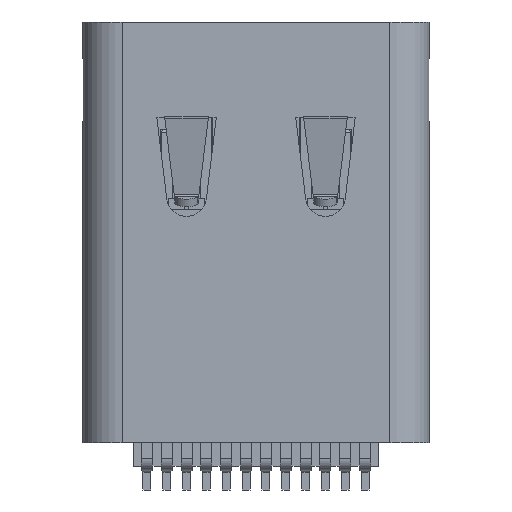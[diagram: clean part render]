
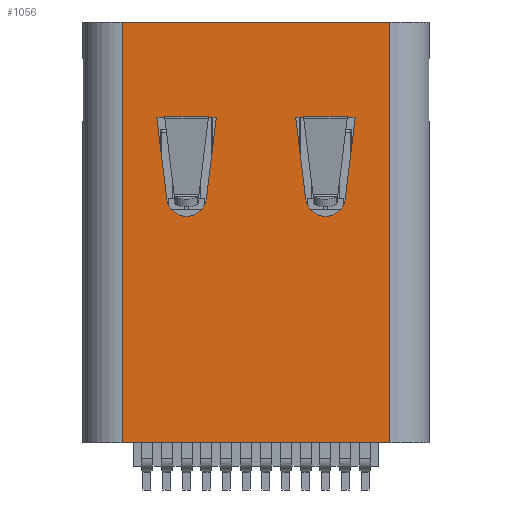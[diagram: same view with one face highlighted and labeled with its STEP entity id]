
A CAD part, front view. The second image highlights one B-rep face of the part: STEP entity #1056.
In plain terms, the highlighted planar face has unit normal (0, -1, 0).
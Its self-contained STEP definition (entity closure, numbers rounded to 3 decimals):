
#1056=ADVANCED_FACE('',(#3950,#3951,#3952),#3953,.T.);
#3950=FACE_BOUND('',#8254,.T.);
#3951=FACE_BOUND('',#8255,.T.);
#3952=FACE_OUTER_BOUND('',#8256,.T.);
#3953=PLANE('',#8257);
#8254=EDGE_LOOP('',(#22218,#22219,#22220,#22221,#22222,#22223,#22224,#22225,#22226,#22227));
#8255=EDGE_LOOP('',(#22228,#22229,#22230,#22231,#22232,#22233,#22234,#22235,#22236,#22237));
#8256=EDGE_LOOP('',(#22238,#22239,#22240,#22241));
#8257=AXIS2_PLACEMENT_3D('',#22242,#22243,#22244);
#22218=ORIENTED_EDGE('',*,*,#35647,.F.);
#22219=ORIENTED_EDGE('',*,*,#35648,.T.);
#22220=ORIENTED_EDGE('',*,*,#35649,.F.);
#22221=ORIENTED_EDGE('',*,*,#35620,.T.);
#22222=ORIENTED_EDGE('',*,*,#35650,.T.);
#22223=ORIENTED_EDGE('',*,*,#35651,.F.);
#22224=ORIENTED_EDGE('',*,*,#35652,.F.);
#22225=ORIENTED_EDGE('',*,*,#35653,.F.);
#22226=ORIENTED_EDGE('',*,*,#35654,.F.);
#22227=ORIENTED_EDGE('',*,*,#35655,.F.);
#22228=ORIENTED_EDGE('',*,*,#35656,.F.);
#22229=ORIENTED_EDGE('',*,*,#35657,.T.);
#22230=ORIENTED_EDGE('',*,*,#35658,.F.);
#22231=ORIENTED_EDGE('',*,*,#35659,.T.);
#22232=ORIENTED_EDGE('',*,*,#35660,.T.);
#22233=ORIENTED_EDGE('',*,*,#35661,.F.);
#22234=ORIENTED_EDGE('',*,*,#35662,.F.);
#22235=ORIENTED_EDGE('',*,*,#35663,.F.);
#22236=ORIENTED_EDGE('',*,*,#35664,.F.);
#22237=ORIENTED_EDGE('',*,*,#35665,.F.);
#22238=ORIENTED_EDGE('',*,*,#35666,.F.);
#22239=ORIENTED_EDGE('',*,*,#35667,.F.);
#22240=ORIENTED_EDGE('',*,*,#35668,.T.);
#22241=ORIENTED_EDGE('',*,*,#35669,.T.);
#22242=CARTESIAN_POINT('',(3.37,-1.48,-5.775));
#22243=DIRECTION('',(0.,-1.0,0.));
#22244=DIRECTION('',(-1.0,0.,0.));
#35620=EDGE_CURVE('',#42951,#42952,#42953,.T.);
#35647=EDGE_CURVE('',#43004,#43005,#43006,.T.);
#35648=EDGE_CURVE('',#43004,#43007,#43008,.T.);
#35649=EDGE_CURVE('',#42951,#43007,#43009,.T.);
#35650=EDGE_CURVE('',#42952,#43010,#43011,.T.);
#35651=EDGE_CURVE('',#43012,#43010,#43013,.T.);
#35652=EDGE_CURVE('',#43014,#43012,#43015,.T.);
#35653=EDGE_CURVE('',#43016,#43014,#43017,.T.);
#35654=EDGE_CURVE('',#43018,#43016,#43019,.T.);
#35655=EDGE_CURVE('',#43005,#43018,#43020,.T.);
#35656=EDGE_CURVE('',#43021,#43022,#43023,.T.);
#35657=EDGE_CURVE('',#43021,#43024,#43025,.T.);
#35658=EDGE_CURVE('',#43026,#43024,#43027,.T.);
#35659=EDGE_CURVE('',#43026,#43028,#43029,.T.);
#35660=EDGE_CURVE('',#43028,#43030,#43031,.T.);
#35661=EDGE_CURVE('',#43032,#43030,#43033,.T.);
#35662=EDGE_CURVE('',#43034,#43032,#43035,.T.);
#35663=EDGE_CURVE('',#43036,#43034,#43037,.T.);
#35664=EDGE_CURVE('',#43038,#43036,#43039,.T.);
#35665=EDGE_CURVE('',#43022,#43038,#43040,.T.);
#35666=EDGE_CURVE('',#43041,#43042,#43043,.T.);
#35667=EDGE_CURVE('',#43044,#43041,#43045,.T.);
#35668=EDGE_CURVE('',#43044,#43046,#43047,.T.);
#35669=EDGE_CURVE('',#43046,#43042,#43048,.T.);
#42951=VERTEX_POINT('',#54716);
#42952=VERTEX_POINT('',#54717);
#42953=LINE('',#54718,#54719);
#43004=VERTEX_POINT('',#54794);
#43005=VERTEX_POINT('',#54795);
#43006=LINE('',#54796,#54797);
#43007=VERTEX_POINT('',#54798);
#43008=LINE('',#54799,#54800);
#43009=LINE('',#54801,#54802);
#43010=VERTEX_POINT('',#54803);
#43011=LINE('',#54804,#54805);
#43012=VERTEX_POINT('',#54806);
#43013=LINE('',#54807,#54808);
#43014=VERTEX_POINT('',#54809);
#43015=LINE('',#54810,#54811);
#43016=VERTEX_POINT('',#54812);
#43017=CIRCLE('',#54813,0.504);
#43018=VERTEX_POINT('',#54814);
#43019=LINE('',#54815,#54816);
#43020=LINE('',#54817,#54818);
#43021=VERTEX_POINT('',#54819);
#43022=VERTEX_POINT('',#54820);
#43023=LINE('',#54821,#54822);
#43024=VERTEX_POINT('',#54823);
#43025=LINE('',#54824,#54825);
#43026=VERTEX_POINT('',#54826);
#43027=LINE('',#54827,#54828);
#43028=VERTEX_POINT('',#54829);
#43029=LINE('',#54830,#54831);
#43030=VERTEX_POINT('',#54832);
#43031=LINE('',#54833,#54834);
#43032=VERTEX_POINT('',#54835);
#43033=LINE('',#54836,#54837);
#43034=VERTEX_POINT('',#54838);
#43035=LINE('',#54839,#54840);
#43036=VERTEX_POINT('',#54841);
#43037=CIRCLE('',#54842,0.504);
#43038=VERTEX_POINT('',#54843);
#43039=LINE('',#54844,#54845);
#43040=LINE('',#54846,#54847);
#43041=VERTEX_POINT('',#54848);
#43042=VERTEX_POINT('',#54849);
#43043=LINE('',#54850,#54851);
#43044=VERTEX_POINT('',#54852);
#43045=LINE('',#54853,#54854);
#43046=VERTEX_POINT('',#54855);
#43047=LINE('',#54856,#54857);
#43048=LINE('',#54858,#54859);
#54716=CARTESIAN_POINT('',(-1.2,-1.48,2.435));
#54717=CARTESIAN_POINT('',(-1.198,-1.48,2.435));
#54718=CARTESIAN_POINT('',(-1.2,-1.48,2.435));
#54719=VECTOR('',#68310,1000.0);
#54794=CARTESIAN_POINT('',(-2.302,-1.48,2.435));
#54795=CARTESIAN_POINT('',(-2.302,-1.48,2.425));
#54796=CARTESIAN_POINT('',(-2.302,-1.48,2.435));
#54797=VECTOR('',#68341,1000.0);
#54798=CARTESIAN_POINT('',(-2.3,-1.48,2.435));
#54799=CARTESIAN_POINT('',(-1.2,-1.48,2.435));
#54800=VECTOR('',#68342,1000.0);
#54801=CARTESIAN_POINT('',(-1.2,-1.48,2.435));
#54802=VECTOR('',#68343,1000.0);
#54803=CARTESIAN_POINT('',(-1.198,-1.48,2.425));
#54804=CARTESIAN_POINT('',(-1.198,-1.48,2.435));
#54805=VECTOR('',#68344,1000.0);
#54806=CARTESIAN_POINT('',(-1.,-1.48,2.425));
#54807=CARTESIAN_POINT('',(-1.,-1.48,2.425));
#54808=VECTOR('',#68345,1000.0);
#54809=CARTESIAN_POINT('',(-1.25,-1.48,0.368));
#54810=CARTESIAN_POINT('',(-1.25,-1.48,0.368));
#54811=VECTOR('',#68346,1000.0);
#54812=CARTESIAN_POINT('',(-2.25,-1.48,0.368));
#54813=AXIS2_PLACEMENT_3D('',#68347,#68348,#68349);
#54814=CARTESIAN_POINT('',(-2.5,-1.48,2.425));
#54815=CARTESIAN_POINT('',(-2.5,-1.48,2.425));
#54816=VECTOR('',#68350,1000.0);
#54817=CARTESIAN_POINT('',(-2.3,-1.48,2.425));
#54818=VECTOR('',#68351,1000.0);
#54819=CARTESIAN_POINT('',(1.198,-1.48,2.435));
#54820=CARTESIAN_POINT('',(1.198,-1.48,2.425));
#54821=CARTESIAN_POINT('',(1.198,-1.48,2.435));
#54822=VECTOR('',#68352,1000.0);
#54823=CARTESIAN_POINT('',(1.2,-1.48,2.435));
#54824=CARTESIAN_POINT('',(2.3,-1.48,2.435));
#54825=VECTOR('',#68353,1000.0);
#54826=CARTESIAN_POINT('',(2.3,-1.48,2.435));
#54827=CARTESIAN_POINT('',(2.3,-1.48,2.435));
#54828=VECTOR('',#68354,1000.0);
#54829=CARTESIAN_POINT('',(2.302,-1.48,2.435));
#54830=CARTESIAN_POINT('',(2.3,-1.48,2.435));
#54831=VECTOR('',#68355,1000.0);
#54832=CARTESIAN_POINT('',(2.302,-1.48,2.425));
#54833=CARTESIAN_POINT('',(2.302,-1.48,2.435));
#54834=VECTOR('',#68356,1000.0);
#54835=CARTESIAN_POINT('',(2.5,-1.48,2.425));
#54836=CARTESIAN_POINT('',(2.3,-1.48,2.425));
#54837=VECTOR('',#68357,1000.0);
#54838=CARTESIAN_POINT('',(2.25,-1.48,0.368));
#54839=CARTESIAN_POINT('',(2.25,-1.48,0.368));
#54840=VECTOR('',#68358,1000.0);
#54841=CARTESIAN_POINT('',(1.25,-1.48,0.368));
#54842=AXIS2_PLACEMENT_3D('',#68359,#68360,#68361);
#54843=CARTESIAN_POINT('',(1.,-1.48,2.425));
#54844=CARTESIAN_POINT('',(1.,-1.48,2.425));
#54845=VECTOR('',#68362,1000.0);
#54846=CARTESIAN_POINT('',(1.,-1.48,2.425));
#54847=VECTOR('',#68363,1000.0);
#54848=CARTESIAN_POINT('',(-3.37,-1.48,4.825));
#54849=CARTESIAN_POINT('',(3.37,-1.48,4.825));
#54850=CARTESIAN_POINT('',(3.37,-1.48,4.825));
#54851=VECTOR('',#68364,1000.0);
#54852=CARTESIAN_POINT('',(-3.37,-1.48,-5.775));
#54853=CARTESIAN_POINT('',(-3.37,-1.48,-5.775));
#54854=VECTOR('',#68365,1000.0);
#54855=CARTESIAN_POINT('',(3.37,-1.48,-5.775));
#54856=CARTESIAN_POINT('',(3.37,-1.48,-5.775));
#54857=VECTOR('',#68366,1000.0);
#54858=CARTESIAN_POINT('',(3.37,-1.48,-5.775));
#54859=VECTOR('',#68367,1000.0);
#68310=DIRECTION('',(1.0,0.,0.));
#68341=DIRECTION('',(0.,0.,-1.0));
#68342=DIRECTION('',(1.0,0.,0.));
#68343=DIRECTION('',(-1.0,0.,0.));
#68344=DIRECTION('',(0.,0.,-1.0));
#68345=DIRECTION('',(-1.0,0.,0.));
#68346=DIRECTION('',(0.121,0.,0.993));
#68347=CARTESIAN_POINT('',(-1.75,-1.48,0.429));
#68348=DIRECTION('',(0.,-1.0,0.));
#68349=DIRECTION('',(0.,0.,1.0));
#68350=DIRECTION('',(0.121,0.,-0.993));
#68351=DIRECTION('',(-1.0,0.,0.));
#68352=DIRECTION('',(0.,0.,-1.0));
#68353=DIRECTION('',(1.0,0.,0.));
#68354=DIRECTION('',(-1.0,0.,0.));
#68355=DIRECTION('',(1.0,0.,0.));
#68356=DIRECTION('',(0.,0.,-1.0));
#68357=DIRECTION('',(-1.0,0.,0.));
#68358=DIRECTION('',(0.121,0.,0.993));
#68359=CARTESIAN_POINT('',(1.75,-1.48,0.429));
#68360=DIRECTION('',(0.,-1.0,0.));
#68361=DIRECTION('',(0.,0.,1.0));
#68362=DIRECTION('',(0.121,0.,-0.993));
#68363=DIRECTION('',(-1.0,0.,0.));
#68364=DIRECTION('',(1.0,0.,0.));
#68365=DIRECTION('',(0.,0.,1.0));
#68366=DIRECTION('',(1.0,0.,0.));
#68367=DIRECTION('',(0.,0.,1.0));
